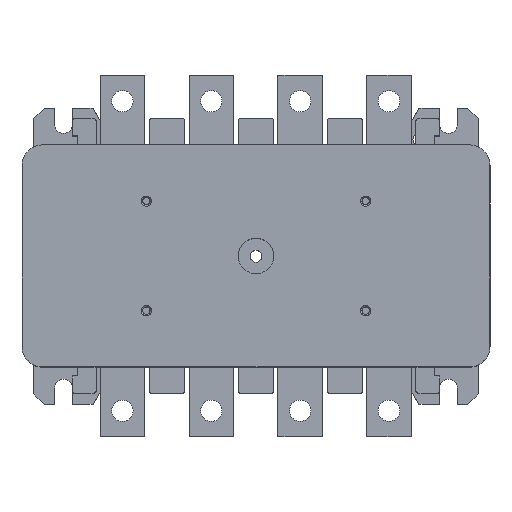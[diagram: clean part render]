
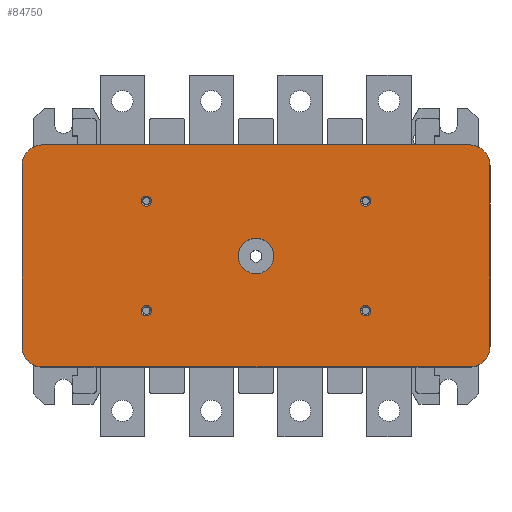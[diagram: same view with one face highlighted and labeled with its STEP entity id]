
A CAD part, top view. The second image highlights one B-rep face of the part: STEP entity #84750.
In plain terms, the highlighted face is planar.
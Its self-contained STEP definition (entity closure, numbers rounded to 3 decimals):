
#7370=CARTESIAN_POINT('',(-482.165,403.5,-1113.03));
#7380=VERTEX_POINT('',#7370);
#7460=CARTESIAN_POINT('',(-482.165,415.5,-1113.03));
#7470=VERTEX_POINT('',#7460);
#7500=CARTESIAN_POINT('',(-482.165,409.5,-1113.03));
#7510=DIRECTION('',(-1.,0.,
0.));
#7520=DIRECTION('',(0.,1.,0.));
#7530=AXIS2_PLACEMENT_3D('',#7500,#7510,#7520);
#7540=CIRCLE('',#7530,6.);
#7550=EDGE_CURVE('',#7380,#7470,#7540,.T.);
#7780=CARTESIAN_POINT('',(-482.165,379.,-1034.03));
#7790=VERTEX_POINT('',#7780);
#7950=CARTESIAN_POINT('',(-482.165,372.,-1041.03));
#7960=VERTEX_POINT('',#7950);
#7990=CARTESIAN_POINT('',(-482.165,379.,-1041.03));
#8000=DIRECTION('',(1.,0.,
0.));
#8010=DIRECTION('',(0.,1.,0.));
#8020=AXIS2_PLACEMENT_3D('',#7990,#8000,#8010);
#8030=CIRCLE('',#8020,7.);
#8040=EDGE_CURVE('',#7790,#7960,#8030,.T.);
#11970=CARTESIAN_POINT('',(-482.165,391.,
-1077.755));
#11980=VERTEX_POINT('',#11970);
#12180=CARTESIAN_POINT('',(-482.165,391.,
-1074.305));
#12190=VERTEX_POINT('',#12180);
#12220=CARTESIAN_POINT('',(-482.165,391.,
-1076.03));
#12230=DIRECTION('',(-1.,0.,
0.));
#12240=DIRECTION('',(0.,0.,
1.));
#12250=AXIS2_PLACEMENT_3D('',#12220,#12230,#12240);
#12260=CIRCLE('',#12250,1.725);
#12270=CARTESIAN_POINT('',(-482.165,389.275,-1076.03))
;
#12280=VERTEX_POINT('',#12270);
#12290=EDGE_CURVE('',#12280,#12190,#12260,.T.);
#12310=EDGE_CURVE('',#11980,#12280,#12260,.T.);
#17230=CARTESIAN_POINT('',(-482.165,391.,
-1151.755));
#17240=VERTEX_POINT('',#17230);
#17440=CARTESIAN_POINT('',(-482.165,391.,
-1148.305));
#17450=VERTEX_POINT('',#17440);
#17480=CARTESIAN_POINT('',(-482.165,391.,
-1150.03));
#17490=DIRECTION('',(-1.,0.,
0.));
#17500=DIRECTION('',(0.,0.,
1.));
#17510=AXIS2_PLACEMENT_3D('',#17480,#17490,#17500);
#17520=CIRCLE('',#17510,1.725);
#17530=CARTESIAN_POINT('',(-482.165,389.275,
-1150.03));
#17540=VERTEX_POINT('',#17530);
#17550=EDGE_CURVE('',#17540,#17450,#17520,.T.);
#17570=EDGE_CURVE('',#17240,#17540,#17520,.T.);
#37970=CARTESIAN_POINT('',(-482.165,379.,-1192.03));
#37980=VERTEX_POINT('',#37970);
#38430=CARTESIAN_POINT('',(-482.165,440.,
-1192.03));
#38440=VERTEX_POINT('',#38430);
#38470=CARTESIAN_POINT('',(-482.165,486.187,
-1192.03));
#38480=DIRECTION('',(0.,-1.,0.));
#38490=VECTOR('',#38480,1.);
#38500=LINE('',#38470,#38490);
#38510=EDGE_CURVE('',#38440,#37980,#38500,.T.);
#54800=CARTESIAN_POINT('',(-482.165,428.,
-1077.755));
#54810=VERTEX_POINT('',#54800);
#55010=CARTESIAN_POINT('',(-482.165,428.,
-1074.305));
#55020=VERTEX_POINT('',#55010);
#55050=CARTESIAN_POINT('',(-482.165,428.,
-1076.03));
#55060=DIRECTION('',(-1.,0.,
0.));
#55070=DIRECTION('',(0.,0.,
1.));
#55080=AXIS2_PLACEMENT_3D('',#55050,#55060,#55070);
#55090=CIRCLE('',#55080,1.725);
#55100=CARTESIAN_POINT('',(-482.165,426.275,-1076.03))
;
#55110=VERTEX_POINT('',#55100);
#55120=EDGE_CURVE('',#55110,#55020,#55090,.T.);
#55140=EDGE_CURVE('',#54810,#55110,#55090,.T.);
#59620=CARTESIAN_POINT('',(-482.165,428.,
-1151.755));
#59630=VERTEX_POINT('',#59620);
#59750=CARTESIAN_POINT('',(-482.165,428.,
-1148.305));
#59760=VERTEX_POINT('',#59750);
#59790=CARTESIAN_POINT('',(-482.165,428.,
-1150.03));
#59800=DIRECTION('',(-1.,0.,
0.));
#59810=DIRECTION('',(0.,0.,
1.));
#59820=AXIS2_PLACEMENT_3D('',#59790,#59800,#59810);
#59830=CIRCLE('',#59820,1.725);
#59840=CARTESIAN_POINT('',(-482.165,426.275,-1150.03))
;
#59850=VERTEX_POINT('',#59840);
#59860=EDGE_CURVE('',#59850,#59760,#59830,.T.);
#59880=EDGE_CURVE('',#59630,#59850,#59830,.T.);
#62180=CARTESIAN_POINT('',(-482.165,486.187,
-1034.03));
#62190=DIRECTION('',(0.,1.,0.));
#62200=VECTOR('',#62190,1.);
#62210=LINE('',#62180,#62200);
#62220=CARTESIAN_POINT('',(-482.165,440.,-1034.03));
#62230=VERTEX_POINT('',#62220);
#62240=EDGE_CURVE('',#7790,#62230,#62210,.T.);
#83650=CARTESIAN_POINT('',(-482.165,332.813,
-1145.217));
#83660=DIRECTION('',(-1.,0.,
0.));
#83670=DIRECTION('',(0.,1.,0.));
#83680=AXIS2_PLACEMENT_3D('',#83650,#83660,#83670);
#83690=PLANE('',#83680);
#83700=ORIENTED_EDGE('',*,*,#12290,.F.);
#83710=EDGE_CURVE('',#12190,#11980,#12260,.T.);
#83720=ORIENTED_EDGE('',*,*,#83710,.F.);
#83730=ORIENTED_EDGE('',*,*,#12310,.F.);
#83740=EDGE_LOOP('',(#83730,#83720,#83700));
#83750=FACE_BOUND('',#83740,.T.);
#83760=ORIENTED_EDGE('',*,*,#59860,.F.);
#83770=EDGE_CURVE('',#59760,#59630,#59830,.T.);
#83780=ORIENTED_EDGE('',*,*,#83770,.F.);
#83790=ORIENTED_EDGE('',*,*,#59880,.F.);
#83800=EDGE_LOOP('',(#83790,#83780,#83760));
#83810=FACE_BOUND('',#83800,.T.);
#83820=ORIENTED_EDGE('',*,*,#55120,.F.);
#83830=EDGE_CURVE('',#55020,#54810,#55090,.T.);
#83840=ORIENTED_EDGE('',*,*,#83830,.F.);
#83850=ORIENTED_EDGE('',*,*,#55140,.F.);
#83860=EDGE_LOOP('',(#83850,#83840,#83820));
#83870=FACE_BOUND('',#83860,.T.);
#83880=EDGE_CURVE('',#7470,#7380,#7540,.T.);
#83890=ORIENTED_EDGE('',*,*,#83880,.F.);
#83900=ORIENTED_EDGE('',*,*,#7550,.F.);
#83910=EDGE_LOOP('',(#83900,#83890));
#83920=FACE_BOUND('',#83910,.T.);
#83930=ORIENTED_EDGE('',*,*,#17550,.F.);
#83940=EDGE_CURVE('',#17450,#17240,#17520,.T.);
#83950=ORIENTED_EDGE('',*,*,#83940,.F.);
#83960=ORIENTED_EDGE('',*,*,#17570,.F.);
#83970=EDGE_LOOP('',(#83960,#83950,#83930));
#83980=FACE_BOUND('',#83970,.T.);
#83990=CARTESIAN_POINT('',(-482.165,440.,
-1185.03));
#84000=DIRECTION('',(-1.,0.,
0.));
#84010=DIRECTION('',(0.,1.,0.));
#84020=AXIS2_PLACEMENT_3D('',#83990,#84000,#84010);
#84030=CIRCLE('',#84020,7.);
#84040=CARTESIAN_POINT('',(-482.165,447.,
-1185.03));
#84050=VERTEX_POINT('',#84040);
#84060=EDGE_CURVE('',#84050,#38440,#84030,.T.);
#84070=ORIENTED_EDGE('',*,*,#84060,.T.);
#84080=CARTESIAN_POINT('',(-482.165,486.187,
-1185.03));
#84090=DIRECTION('',(0.,1.,0.));
#84100=VECTOR('',#84090,1.);
#84110=LINE('',#84080,#84100);
#84120=CARTESIAN_POINT('',(-482.165,446.99,
-1185.03));
#84130=VERTEX_POINT('',#84120);
#84140=EDGE_CURVE('',#84130,#84050,#84110,.T.);
#84150=ORIENTED_EDGE('',*,*,#84140,.T.);
#84160=CARTESIAN_POINT('',(-482.165,446.99,
-1080.842));
#84170=DIRECTION('',(0.,0.,
-1.));
#84180=VECTOR('',#84170,1.);
#84190=LINE('',#84160,#84180);
#84200=CARTESIAN_POINT('',(-482.165,446.99,
-1041.03));
#84210=VERTEX_POINT('',#84200);
#84220=EDGE_CURVE('',#84210,#84130,#84190,.T.);
#84230=ORIENTED_EDGE('',*,*,#84220,.T.);
#84240=CARTESIAN_POINT('',(-482.165,486.187,
-1041.03));
#84250=DIRECTION('',(0.,-1.,0.));
#84260=VECTOR('',#84250,1.);
#84270=LINE('',#84240,#84260);
#84280=CARTESIAN_POINT('',(-482.165,447.,
-1041.03));
#84290=VERTEX_POINT('',#84280);
#84300=EDGE_CURVE('',#84290,#84210,#84270,.T.);
#84310=ORIENTED_EDGE('',*,*,#84300,.T.);
#84320=CARTESIAN_POINT('',(-482.165,440.,-1041.03));
#84330=DIRECTION('',(1.,0.,
0.));
#84340=DIRECTION('',(0.,1.,0.));
#84350=AXIS2_PLACEMENT_3D('',#84320,#84330,#84340);
#84360=CIRCLE('',#84350,7.);
#84370=EDGE_CURVE('',#84290,#62230,#84360,.T.);
#84380=ORIENTED_EDGE('',*,*,#84370,.F.);
#84390=ORIENTED_EDGE('',*,*,#62240,.T.);
#84400=ORIENTED_EDGE('',*,*,#8040,.F.);
#84410=CARTESIAN_POINT('',(-482.165,486.187,
-1041.03));
#84420=DIRECTION('',(0.,1.,0.));
#84430=VECTOR('',#84420,1.);
#84440=LINE('',#84410,#84430);
#84450=CARTESIAN_POINT('',(-482.165,372.01,-1041.03));
#84460=VERTEX_POINT('',#84450);
#84470=EDGE_CURVE('',#7960,#84460,#84440,.T.);
#84480=ORIENTED_EDGE('',*,*,#84470,.F.);
#84490=CARTESIAN_POINT('',(-482.165,372.01,-1080.842));
#84500=DIRECTION('',(0.,0.,
-1.));
#84510=VECTOR('',#84500,1.);
#84520=LINE('',#84490,#84510);
#84530=CARTESIAN_POINT('',(-482.165,372.01,
-1185.03));
#84540=VERTEX_POINT('',#84530);
#84550=EDGE_CURVE('',#84460,#84540,#84520,.T.);
#84560=ORIENTED_EDGE('',*,*,#84550,.F.);
#84570=CARTESIAN_POINT('',(-482.165,486.187,
-1185.03));
#84580=DIRECTION('',(0.,-1.,0.));
#84590=VECTOR('',#84580,1.);
#84600=LINE('',#84570,#84590);
#84610=CARTESIAN_POINT('',(-482.165,372.,
-1185.03));
#84620=VERTEX_POINT('',#84610);
#84630=EDGE_CURVE('',#84540,#84620,#84600,.T.);
#84640=ORIENTED_EDGE('',*,*,#84630,.F.);
#84650=CARTESIAN_POINT('',(-482.165,379.,-1185.03));
#84660=DIRECTION('',(1.,0.,
0.));
#84670=DIRECTION('',(0.,1.,0.));
#84680=AXIS2_PLACEMENT_3D('',#84650,#84660,#84670);
#84690=CIRCLE('',#84680,7.);
#84700=EDGE_CURVE('',#84620,#37980,#84690,.T.);
#84710=ORIENTED_EDGE('',*,*,#84700,.F.);
#84720=ORIENTED_EDGE('',*,*,#38510,.T.);
#84730=EDGE_LOOP('',(#84720,#84710,#84640,#84560,#84480,#84400,#84390,
#84380,#84310,#84230,#84150,#84070));
#84740=FACE_OUTER_BOUND('',#84730,.T.);
#84750=ADVANCED_FACE('',(#83750,#83810,#83870,#83920,#83980,#84740),
#83690,.T.);
